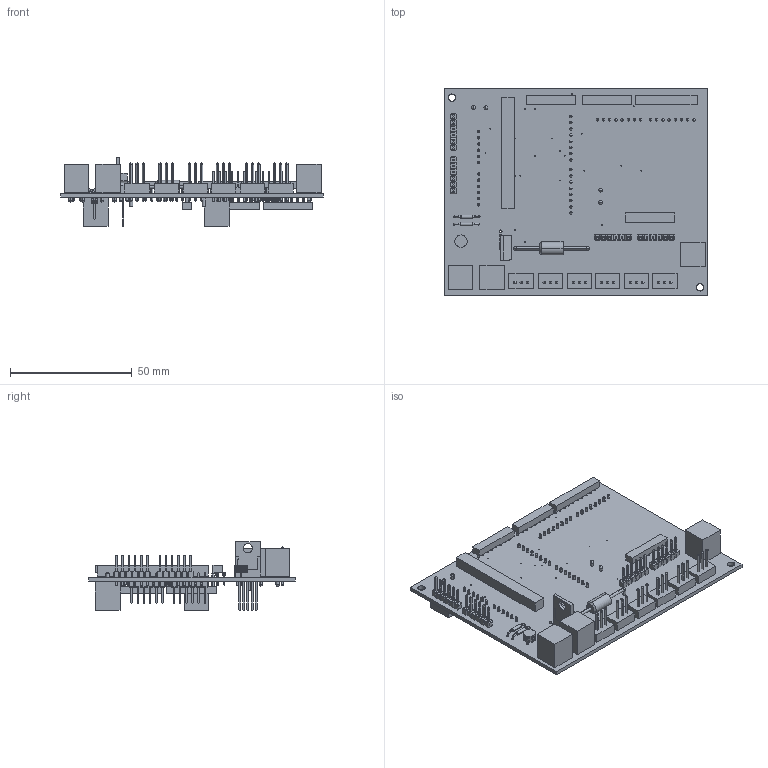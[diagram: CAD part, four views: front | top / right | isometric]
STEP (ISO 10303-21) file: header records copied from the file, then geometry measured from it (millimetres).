
FILE_DESCRIPTION(('PCB Model'),'2;1');
FILE_NAME('rmrv_v9.STEP','2022-03-12T22:40:49',( 'arthu'),('Unspecified'),'Open CASCADE STEP processor 6.8','Proteus' ,'Unknown');
FILE_SCHEMA(('AUTOMOTIVE_DESIGN { 1 0 10303 214 1 1 1 1 }'));
Length unit declared in the file: millimetre
Products named in the file (149): Open CASCADE STEP translator 6.8 1; Layer_1; J31; Open CASCADE STEP translator 6.8 1.2.1; Body_1; Pin_1; Pin_2; J8; Open CASCADE STEP translator 6.8 1.3.1; Pin_3; J10; J11; J12; J13; J14; U1; Open CASCADE STEP translator 6.8 1.9.1; BODY-TO-220; LEAD-TO220; HEATSINK-TO-220; D1; Open CASCADE STEP translator 6.8 1.10.1; =>[0:1:1:2]; =>[0:1:1:3]; =>[0:1:1:4]; IND; C1; Open CASCADE STEP translator 6.8 1.12.1; R1; Open CASCADE STEP translator 6.8 1.13.1; R2; C2; J27; AMG8833; Open CASCADE STEP translator 6.8 1.17.1; COMPOUND; EDGE; =>[0:1:1:12]; =>[0:1:1:13]; =>[0:1:1:14] ...
Assembly tree (173 placements, depth 6):
  Open CASCADE STEP translator 6.8 1
    Layer_1
    J31
      Open CASCADE STEP translator 6.8 1.2.1
        Body_1
        Pin_1
        Pin_2
    J8
      Open CASCADE STEP translator 6.8 1.3.1
        Body_1
        Pin_1
        Pin_2
        Pin_3
    J10
      Open CASCADE STEP translator 6.8 1.3.1
        Body_1
        Pin_1
        Pin_2
        Pin_3
    J11
      Open CASCADE STEP translator 6.8 1.3.1
        Body_1
        Pin_1
        Pin_2
        Pin_3
    J12
      Open CASCADE STEP translator 6.8 1.3.1
        Body_1
        Pin_1
        Pin_2
        Pin_3
    J13
      Open CASCADE STEP translator 6.8 1.3.1
        Body_1
        Pin_1
        Pin_2
        Pin_3
    J14
      Open CASCADE STEP translator 6.8 1.3.1
        Body_1
        Pin_1
        Pin_2
        Pin_3
    U1
      Open CASCADE STEP translator 6.8 1.9.1
        Body_1
          BODY-TO-220
          LEAD-TO220  x5
          HEATSINK-TO-220
    D1
      Open CASCADE STEP translator 6.8 1.10.1
        Body_1
          =>[0:1:1:2]
          =>[0:1:1:3]
          =>[0:1:1:4]
    IND
      Open CASCADE STEP translator 6.8 1.2.1
        Body_1
        Pin_1
        Pin_2
Bounding box: 108 x 85 x 28.34 mm (x, y, z)
Volume: 26832 mm3; surface area: 35235.1 mm2
Topology: 206 solids, 242 shells, 2835 faces, 7224 edges, 4278 vertices
Faces by surface type: plane 1413, cylinder 698, sphere 544, bspline 160, torus 10, cone 4, extrusion 4, revolution 2
Entity records: 40762 total; most frequent: CARTESIAN_POINT 8413, DIRECTION 5660, ORIENTED_EDGE 5542, EDGE_CURVE 2791, AXIS2_PLACEMENT_3D 2546, VERTEX_POINT 1795, FACE_BOUND 1584, EDGE_LOOP 1584
